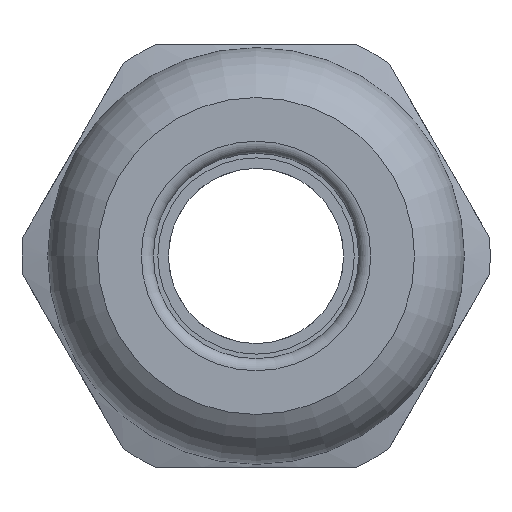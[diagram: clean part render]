
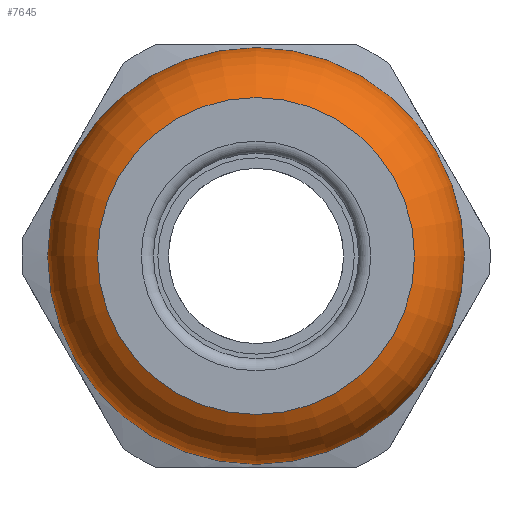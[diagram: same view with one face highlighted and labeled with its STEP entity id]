
A CAD part, left-side view. The second image highlights one B-rep face of the part: STEP entity #7645.
In plain terms, the highlighted toroidal (fillet/blend) face has major radius 3.9 mm and minor radius 3 mm.
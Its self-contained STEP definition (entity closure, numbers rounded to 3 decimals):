
#78=TOROIDAL_SURFACE('',#8492,3.9,3.);
#1794=FACE_BOUND('',#2704,.T.);
#2213=FACE_OUTER_BOUND('',#2703,.T.);
#2703=EDGE_LOOP('',(#6978));
#2704=EDGE_LOOP('',(#6979));
#3127=CIRCLE('',#8468,5.248);
#3139=CIRCLE('',#8493,6.9);
#3842=VERTEX_POINT('',#13555);
#3867=VERTEX_POINT('',#13653);
#4907=EDGE_CURVE('',#3842,#3842,#3127,.T.);
#4943=EDGE_CURVE('',#3867,#3867,#3139,.T.);
#6978=ORIENTED_EDGE('',*,*,#4943,.F.);
#6979=ORIENTED_EDGE('',*,*,#4907,.T.);
#7645=ADVANCED_FACE('',(#2213,#1794),#78,.T.);
#8468=AXIS2_PLACEMENT_3D('',#13556,#10627,#10628);
#8492=AXIS2_PLACEMENT_3D('',#13652,#10687,#10688);
#8493=AXIS2_PLACEMENT_3D('',#13654,#10689,#10690);
#10627=DIRECTION('center_axis',(1.,0.,0.));
#10628=DIRECTION('ref_axis',(0.,0.,-1.));
#10687=DIRECTION('center_axis',(1.,0.,0.));
#10688=DIRECTION('ref_axis',(0.,0.,-1.));
#10689=DIRECTION('center_axis',(1.,0.,0.));
#10690=DIRECTION('ref_axis',(0.,0.,-1.));
#13555=CARTESIAN_POINT('',(0.,5.248,0.));
#13556=CARTESIAN_POINT('Origin',(0.,0.,0.));
#13652=CARTESIAN_POINT('Origin',(2.68,0.,0.));
#13653=CARTESIAN_POINT('',(2.68,6.9,0.));
#13654=CARTESIAN_POINT('Origin',(2.68,0.,0.));
